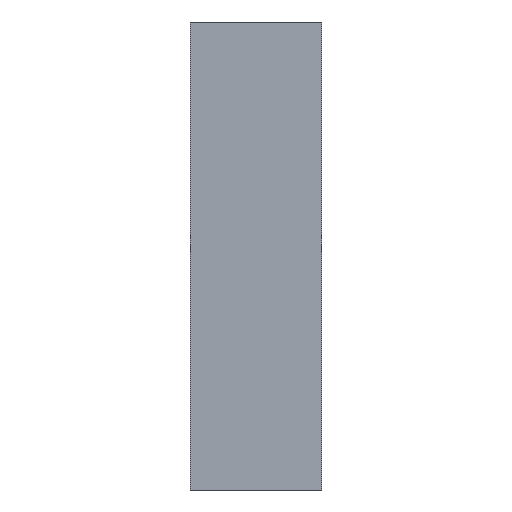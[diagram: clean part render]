
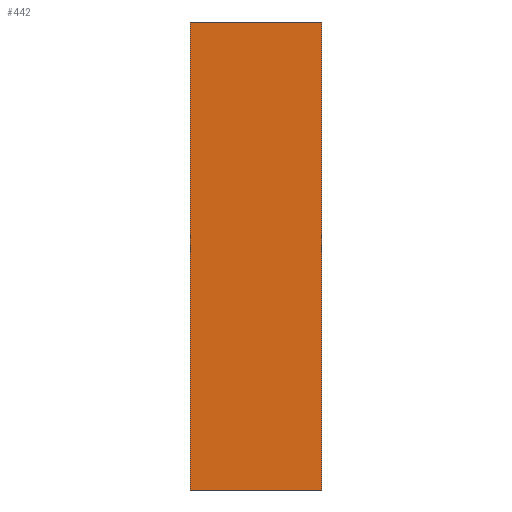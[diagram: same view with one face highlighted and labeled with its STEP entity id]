
A CAD part, left-side view. The second image highlights one B-rep face of the part: STEP entity #442.
In plain terms, the highlighted planar face has unit normal (-1, 0, 0).
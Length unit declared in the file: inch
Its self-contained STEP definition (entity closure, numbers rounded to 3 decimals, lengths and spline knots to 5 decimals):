
#24 = VECTOR ( 'NONE', #39, 39.37008 ) ;
#26 = FACE_OUTER_BOUND ( 'NONE', #241, .T. ) ;
#32 = LINE ( 'NONE', #35, #55 ) ;
#35 = CARTESIAN_POINT ( 'NONE',  ( -0.125, 0., -0.0625 ) ) ;
#36 = VECTOR ( 'NONE', #71, 39.37008 ) ;
#39 = DIRECTION ( 'NONE',  ( 0., -1., 0. ) ) ;
#55 = VECTOR ( 'NONE', #292, 39.37008 ) ;
#71 = DIRECTION ( 'NONE',  ( 0., 0., -1. ) ) ;
#82 = VERTEX_POINT ( 'NONE', #512 ) ;
#85 = CARTESIAN_POINT ( 'NONE',  ( -0.125, 0., 0.0625 ) ) ;
#146 = EDGE_CURVE ( 'NONE', #239, #82, #435, .T. ) ;
#147 = PLANE ( 'NONE',  #412 ) ;
#154 = EDGE_CURVE ( 'NONE', #239, #493, #507, .T. ) ;
#189 = VECTOR ( 'NONE', #255, 39.37008 ) ;
#233 = CARTESIAN_POINT ( 'NONE',  ( -0.125, 0., 0.0625 ) ) ;
#239 = VERTEX_POINT ( 'NONE', #347 ) ;
#241 = EDGE_LOOP ( 'NONE', ( #509, #458, #332, #428 ) ) ;
#255 = DIRECTION ( 'NONE',  ( 0., 0., -1. ) ) ;
#268 = CARTESIAN_POINT ( 'NONE',  ( -0.125, 0., -0.0625 ) ) ;
#292 = DIRECTION ( 'NONE',  ( 0., -1., 0. ) ) ;
#310 = VERTEX_POINT ( 'NONE', #268 ) ;
#313 = DIRECTION ( 'NONE',  ( 0., 0., -1. ) ) ;
#315 = CARTESIAN_POINT ( 'NONE',  ( -0.125, 0., 0.0625 ) ) ;
#332 = ORIENTED_EDGE ( 'NONE', *, *, #154, .F. ) ;
#347 = CARTESIAN_POINT ( 'NONE',  ( -0.125, 0.035, 0.0625 ) ) ;
#374 = CARTESIAN_POINT ( 'NONE',  ( -0.125, 0.035, 0.0625 ) ) ;
#412 = AXIS2_PLACEMENT_3D ( 'NONE', #315, #533, #313 ) ;
#425 = EDGE_CURVE ( 'NONE', #493, #310, #490, .T. ) ;
#428 = ORIENTED_EDGE ( 'NONE', *, *, #146, .T. ) ;
#435 = LINE ( 'NONE', #374, #189 ) ;
#437 = CARTESIAN_POINT ( 'NONE',  ( -0.125, 0., 0.0625 ) ) ;
#442 = ADVANCED_FACE ( 'NONE', ( #26 ), #147, .F. ) ;
#458 = ORIENTED_EDGE ( 'NONE', *, *, #425, .F. ) ;
#490 = LINE ( 'NONE', #437, #36 ) ;
#493 = VERTEX_POINT ( 'NONE', #233 ) ;
#507 = LINE ( 'NONE', #85, #24 ) ;
#509 = ORIENTED_EDGE ( 'NONE', *, *, #546, .T. ) ;
#512 = CARTESIAN_POINT ( 'NONE',  ( -0.125, 0.035, -0.0625 ) ) ;
#533 = DIRECTION ( 'NONE',  ( 1., 0., 0. ) ) ;
#546 = EDGE_CURVE ( 'NONE', #82, #310, #32, .T. ) ;
